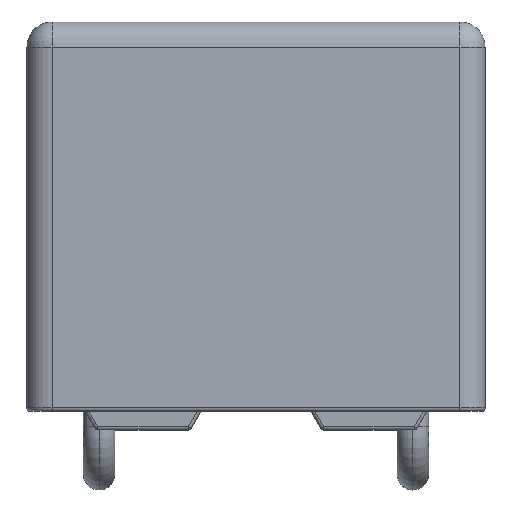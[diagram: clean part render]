
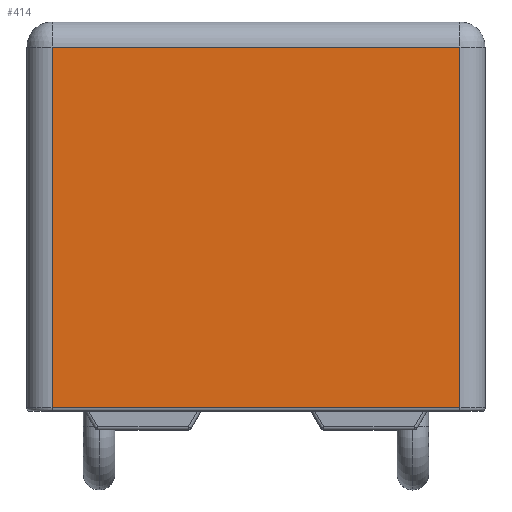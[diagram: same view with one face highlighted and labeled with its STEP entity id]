
A CAD part, top view. The second image highlights one B-rep face of the part: STEP entity #414.
In plain terms, the highlighted planar face has unit normal (0, 0, 1).
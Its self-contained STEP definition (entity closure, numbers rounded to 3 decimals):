
#79 = DIRECTION ( 'NONE',  ( 1., 0., 0. ) ) ;
#121 = CARTESIAN_POINT ( 'NONE',  ( 3.25, 1.05, 2.5 ) ) ;
#193 = ORIENTED_EDGE ( 'NONE', *, *, #928, .T. ) ;
#414 = ADVANCED_FACE ( 'NONE', ( #3877 ), #3862, .T. ) ;
#650 = VECTOR ( 'NONE', #3228, 1000. ) ;
#812 = LINE ( 'NONE', #121, #2710 ) ;
#845 = EDGE_CURVE ( 'NONE', #2582, #4494, #3307, .T. ) ;
#879 = CARTESIAN_POINT ( 'NONE',  ( -3.25, 0., 2.5 ) ) ;
#928 = EDGE_CURVE ( 'NONE', #4494, #3374, #3908, .T. ) ;
#946 = CARTESIAN_POINT ( 'NONE',  ( 0., 6.8, 2.5 ) ) ;
#1597 = LINE ( 'NONE', #4629, #650 ) ;
#1645 = DIRECTION ( 'NONE',  ( 0., -1., 0. ) ) ;
#1662 = DIRECTION ( 'NONE',  ( -1., 0., 0. ) ) ;
#1991 = VECTOR ( 'NONE', #1645, 1000. ) ;
#2318 = CARTESIAN_POINT ( 'NONE',  ( 3.25, 6.8, 2.5 ) ) ;
#2374 = AXIS2_PLACEMENT_3D ( 'NONE', #3876, #3894, #3906 ) ;
#2399 = VERTEX_POINT ( 'NONE', #3994 ) ;
#2582 = VERTEX_POINT ( 'NONE', #2318 ) ;
#2710 = VECTOR ( 'NONE', #79, 1000. ) ;
#2873 = EDGE_CURVE ( 'NONE', #2399, #2582, #1597, .T. ) ;
#2898 = ORIENTED_EDGE ( 'NONE', *, *, #3926, .T. ) ;
#2917 = CARTESIAN_POINT ( 'NONE',  ( -3.25, 1.05, 2.5 ) ) ;
#2953 = EDGE_LOOP ( 'NONE', ( #193, #2898, #3358, #3859 ) ) ;
#3228 = DIRECTION ( 'NONE',  ( 0., 1., 0. ) ) ;
#3307 = LINE ( 'NONE', #946, #4039 ) ;
#3358 = ORIENTED_EDGE ( 'NONE', *, *, #2873, .T. ) ;
#3374 = VERTEX_POINT ( 'NONE', #2917 ) ;
#3859 = ORIENTED_EDGE ( 'NONE', *, *, #845, .T. ) ;
#3862 = PLANE ( 'NONE',  #2374 ) ;
#3876 = CARTESIAN_POINT ( 'NONE',  ( 0., 0., 2.5 ) ) ;
#3877 = FACE_OUTER_BOUND ( 'NONE', #2953, .T. ) ;
#3880 = CARTESIAN_POINT ( 'NONE',  ( -3.25, 6.8, 2.5 ) ) ;
#3894 = DIRECTION ( 'NONE',  ( 0., 0., 1. ) ) ;
#3906 = DIRECTION ( 'NONE',  ( 1., 0., 0. ) ) ;
#3908 = LINE ( 'NONE', #879, #1991 ) ;
#3926 = EDGE_CURVE ( 'NONE', #3374, #2399, #812, .T. ) ;
#3994 = CARTESIAN_POINT ( 'NONE',  ( 3.25, 1.05, 2.5 ) ) ;
#4039 = VECTOR ( 'NONE', #1662, 1000. ) ;
#4494 = VERTEX_POINT ( 'NONE', #3880 ) ;
#4629 = CARTESIAN_POINT ( 'NONE',  ( 3.25, 7.2, 2.5 ) ) ;
